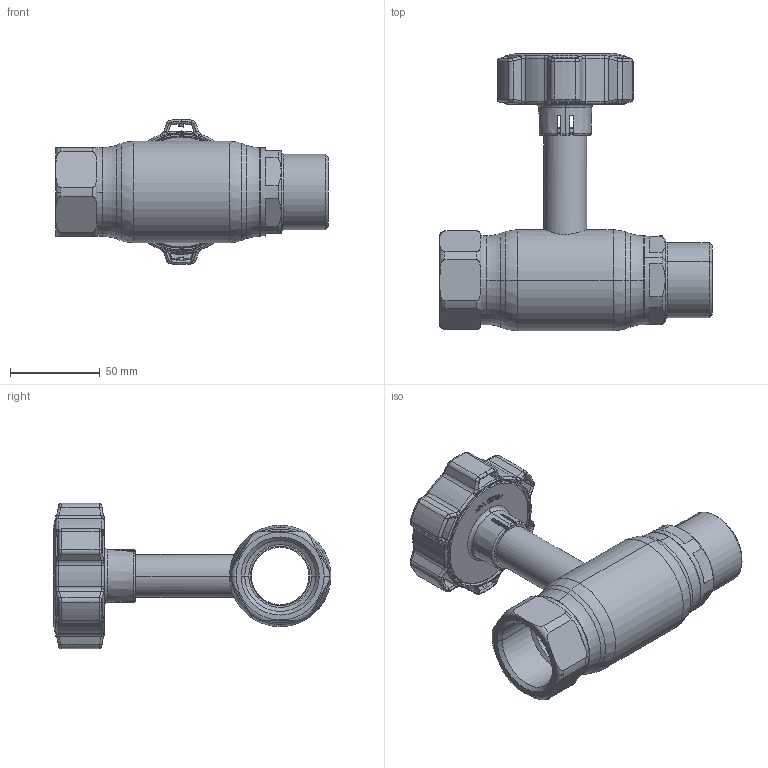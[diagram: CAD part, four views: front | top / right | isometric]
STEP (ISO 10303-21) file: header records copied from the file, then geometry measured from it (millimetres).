
FILE_DESCRIPTION (( 'STEP AP214' ), '1' );
FILE_NAME ('1032002401-1200.step', '2024-01-16T11:12:25', ( '' ), ( '' ), 'SwSTEP 2.0', 'SolidWorks 2021', '' );
FILE_SCHEMA (( 'AUTOMOTIVE_DESIGN' ));
Length unit declared in the file: millimetre
Products named in the file (1): 1032002401-1200
Bounding box: 152 x 154.8 x 81 mm (x, y, z)
Surface area: 65017.1 mm2 (no closed solid volume)
Topology: 0 solids, 16 shells, 584 faces, 1693 edges, 1096 vertices
Faces by surface type: bspline 183, cylinder 145, plane 121, cone 70, torus 64, sphere 1
Entity records: 36020 total; most frequent: CARTESIAN_POINT 16106, ORIENTED_EDGE 2976, DIRECTION 2320, EDGE_CURVE 1693, VERTEX_POINT 1096, AXIS2_PLACEMENT_3D 910, B_SPLINE_CURVE_WITH_KNOTS 639, EDGE_LOOP 615
